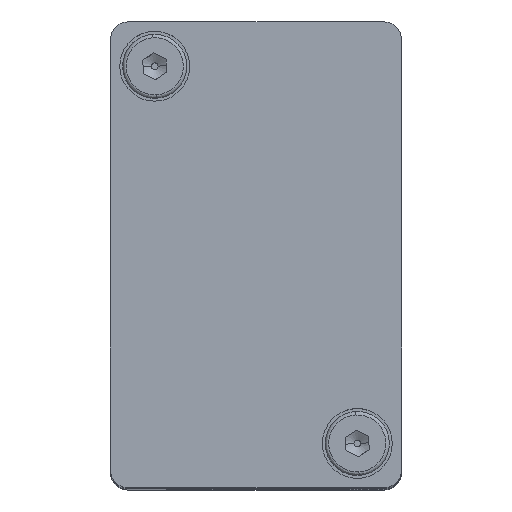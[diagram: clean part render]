
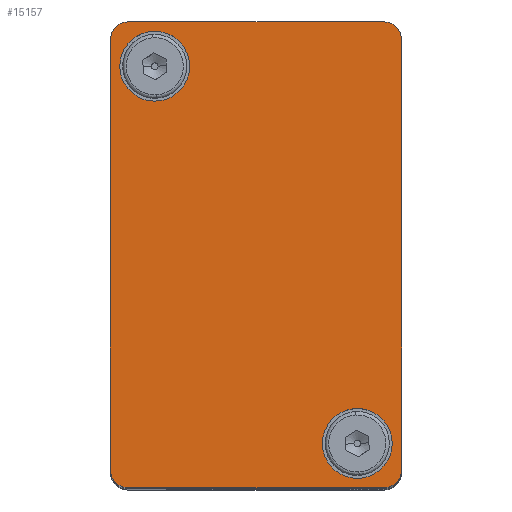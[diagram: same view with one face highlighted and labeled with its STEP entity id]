
A CAD part, top view. The second image highlights one B-rep face of the part: STEP entity #15157.
In plain terms, the highlighted face is planar.
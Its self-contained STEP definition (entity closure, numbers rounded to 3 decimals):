
#13495=CARTESIAN_POINT('',(7.2,24.25,15.2));
#13496=VERTEX_POINT('',#13495);
#13512=CARTESIAN_POINT('',(7.2,24.25,9.2));
#13513=VERTEX_POINT('',#13512);
#13520=CARTESIAN_POINT('',(7.2,24.25,12.2));
#13521=DIRECTION('',(0.0,-1.0,0.0));
#13522=DIRECTION('',(0.0,0.0,1.0));
#13523=AXIS2_PLACEMENT_3D('',#13520,#13521,#13522);
#13524=CIRCLE('',#13523,3.0);
#13525=EDGE_CURVE('',#13496,#13513,#13524,.T.);
#13537=CARTESIAN_POINT('',(-10.2,24.25,-17.2));
#13538=VERTEX_POINT('',#13537);
#13554=CARTESIAN_POINT('',(-10.2,24.25,-23.2));
#13555=VERTEX_POINT('',#13554);
#13562=CARTESIAN_POINT('',(-10.2,24.25,-20.2));
#13563=DIRECTION('',(0.0,-1.0,0.0));
#13564=DIRECTION('',(0.0,0.0,1.0));
#13565=AXIS2_PLACEMENT_3D('',#13562,#13563,#13564);
#13566=CIRCLE('',#13565,3.0);
#13567=EDGE_CURVE('',#13538,#13555,#13566,.T.);
#13579=CARTESIAN_POINT('',(-13.561,24.25,15.561));
#13580=VERTEX_POINT('',#13579);
#13596=CARTESIAN_POINT('',(-12.5,24.25,16.));
#13597=VERTEX_POINT('',#13596);
#13604=CARTESIAN_POINT('',(-12.5,24.25,14.5));
#13605=DIRECTION('',(0.0,-1.,0.0));
#13606=DIRECTION('',(-0.707,0.0,0.707));
#13607=AXIS2_PLACEMENT_3D('',#13604,#13605,#13606);
#13608=CIRCLE('',#13607,1.5);
#13609=EDGE_CURVE('',#13597,#13580,#13608,.T.);
#13621=CARTESIAN_POINT('',(-13.561,24.25,-23.561));
#13622=VERTEX_POINT('',#13621);
#13638=CARTESIAN_POINT('',(-14.0,24.25,-22.5));
#13639=VERTEX_POINT('',#13638);
#13646=CARTESIAN_POINT('',(-12.5,24.25,-22.5));
#13647=DIRECTION('',(0.0,-1.,0.0));
#13648=DIRECTION('',(-0.707,0.0,-0.707));
#13649=AXIS2_PLACEMENT_3D('',#13646,#13647,#13648);
#13650=CIRCLE('',#13649,1.5);
#13651=EDGE_CURVE('',#13639,#13622,#13650,.T.);
#13663=CARTESIAN_POINT('',(10.561,24.25,-23.561));
#13664=VERTEX_POINT('',#13663);
#13680=CARTESIAN_POINT('',(9.5,24.25,-24.0));
#13681=VERTEX_POINT('',#13680);
#13688=CARTESIAN_POINT('',(9.5,24.25,-22.5));
#13689=DIRECTION('',(0.0,-1.,0.0));
#13690=DIRECTION('',(0.707,0.0,-0.707));
#13691=AXIS2_PLACEMENT_3D('',#13688,#13689,#13690);
#13692=CIRCLE('',#13691,1.5);
#13693=EDGE_CURVE('',#13681,#13664,#13692,.T.);
#13705=CARTESIAN_POINT('',(10.561,24.25,15.561));
#13706=VERTEX_POINT('',#13705);
#13722=CARTESIAN_POINT('',(11.0,24.25,14.5));
#13723=VERTEX_POINT('',#13722);
#13730=CARTESIAN_POINT('',(9.5,24.25,14.5));
#13731=DIRECTION('',(0.0,-1.,0.0));
#13732=DIRECTION('',(0.707,0.0,0.707));
#13733=AXIS2_PLACEMENT_3D('',#13730,#13731,#13732);
#13734=CIRCLE('',#13733,1.5);
#13735=EDGE_CURVE('',#13723,#13706,#13734,.T.);
#15030=CARTESIAN_POINT('',(9.5,24.25,16.));
#15031=VERTEX_POINT('',#15030);
#15032=CARTESIAN_POINT('',(9.5,24.25,14.5));
#15033=DIRECTION('',(0.0,-1.,0.0));
#15034=DIRECTION('',(0.707,0.0,0.707));
#15035=AXIS2_PLACEMENT_3D('',#15032,#15033,#15034);
#15036=CIRCLE('',#15035,1.5);
#15037=EDGE_CURVE('',#13706,#15031,#15036,.T.);
#15063=CARTESIAN_POINT('',(9.5,24.25,16.));
#15064=DIRECTION('',(-1.0,0.0,0.0));
#15065=VECTOR('',#15064,22.0);
#15066=LINE('',#15063,#15065);
#15067=EDGE_CURVE('',#15031,#13597,#15066,.T.);
#15079=CARTESIAN_POINT('',(0.,24.25,0.));
#15080=DIRECTION('',(0.0,1.0,0.0));
#15081=DIRECTION('',(0.0,0.0,1.0));
#15082=AXIS2_PLACEMENT_3D('',#15079,#15080,#15081);
#15083=PLANE('',#15082);
#15084=ORIENTED_EDGE('',*,*,#13735,.F.);
#15085=CARTESIAN_POINT('',(11.0,24.25,-22.5));
#15086=VERTEX_POINT('',#15085);
#15087=CARTESIAN_POINT('',(11.0,24.25,-22.5));
#15088=DIRECTION('',(0.0,0.0,1.0));
#15089=VECTOR('',#15088,37.0);
#15090=LINE('',#15087,#15089);
#15091=EDGE_CURVE('',#15086,#13723,#15090,.T.);
#15092=ORIENTED_EDGE('',*,*,#15091,.F.);
#15093=CARTESIAN_POINT('',(9.5,24.25,-22.5));
#15094=DIRECTION('',(0.0,-1.,0.0));
#15095=DIRECTION('',(0.707,0.0,-0.707));
#15096=AXIS2_PLACEMENT_3D('',#15093,#15094,#15095);
#15097=CIRCLE('',#15096,1.5);
#15098=EDGE_CURVE('',#13664,#15086,#15097,.T.);
#15099=ORIENTED_EDGE('',*,*,#15098,.F.);
#15100=ORIENTED_EDGE('',*,*,#13693,.F.);
#15101=CARTESIAN_POINT('',(-12.5,24.25,-24.0));
#15102=VERTEX_POINT('',#15101);
#15103=CARTESIAN_POINT('',(-12.5,24.25,-24.0));
#15104=DIRECTION('',(1.0,0.0,0.0));
#15105=VECTOR('',#15104,22.0);
#15106=LINE('',#15103,#15105);
#15107=EDGE_CURVE('',#15102,#13681,#15106,.T.);
#15108=ORIENTED_EDGE('',*,*,#15107,.F.);
#15109=CARTESIAN_POINT('',(-12.5,24.25,-22.5));
#15110=DIRECTION('',(0.0,-1.,0.0));
#15111=DIRECTION('',(-0.707,0.0,-0.707));
#15112=AXIS2_PLACEMENT_3D('',#15109,#15110,#15111);
#15113=CIRCLE('',#15112,1.5);
#15114=EDGE_CURVE('',#13622,#15102,#15113,.T.);
#15115=ORIENTED_EDGE('',*,*,#15114,.F.);
#15116=ORIENTED_EDGE('',*,*,#13651,.F.);
#15117=CARTESIAN_POINT('',(-14.0,24.25,14.5));
#15118=VERTEX_POINT('',#15117);
#15119=CARTESIAN_POINT('',(-14.0,24.25,14.5));
#15120=DIRECTION('',(0.0,0.0,-1.0));
#15121=VECTOR('',#15120,37.0);
#15122=LINE('',#15119,#15121);
#15123=EDGE_CURVE('',#15118,#13639,#15122,.T.);
#15124=ORIENTED_EDGE('',*,*,#15123,.F.);
#15125=CARTESIAN_POINT('',(-12.5,24.25,14.5));
#15126=DIRECTION('',(0.0,-1.,0.0));
#15127=DIRECTION('',(-0.707,0.0,0.707));
#15128=AXIS2_PLACEMENT_3D('',#15125,#15126,#15127);
#15129=CIRCLE('',#15128,1.5);
#15130=EDGE_CURVE('',#13580,#15118,#15129,.T.);
#15131=ORIENTED_EDGE('',*,*,#15130,.F.);
#15132=ORIENTED_EDGE('',*,*,#13609,.F.);
#15133=ORIENTED_EDGE('',*,*,#15067,.F.);
#15134=ORIENTED_EDGE('',*,*,#15037,.F.);
#15135=EDGE_LOOP('',(#15084,#15092,#15099,#15100,#15108,#15115,#15116,#15124,#15131,#15132,#15133,#15134));
#15136=FACE_OUTER_BOUND('',#15135,.T.);
#15137=ORIENTED_EDGE('',*,*,#13567,.T.);
#15138=CARTESIAN_POINT('',(-10.2,24.25,-20.2));
#15139=DIRECTION('',(0.0,-1.0,0.0));
#15140=DIRECTION('',(0.0,0.0,1.0));
#15141=AXIS2_PLACEMENT_3D('',#15138,#15139,#15140);
#15142=CIRCLE('',#15141,3.0);
#15143=EDGE_CURVE('',#13555,#13538,#15142,.T.);
#15144=ORIENTED_EDGE('',*,*,#15143,.T.);
#15145=EDGE_LOOP('',(#15137,#15144));
#15146=FACE_BOUND('',#15145,.T.);
#15147=ORIENTED_EDGE('',*,*,#13525,.T.);
#15148=CARTESIAN_POINT('',(7.2,24.25,12.2));
#15149=DIRECTION('',(0.0,-1.0,0.0));
#15150=DIRECTION('',(0.0,0.0,1.0));
#15151=AXIS2_PLACEMENT_3D('',#15148,#15149,#15150);
#15152=CIRCLE('',#15151,3.0);
#15153=EDGE_CURVE('',#13513,#13496,#15152,.T.);
#15154=ORIENTED_EDGE('',*,*,#15153,.T.);
#15155=EDGE_LOOP('',(#15147,#15154));
#15156=FACE_BOUND('',#15155,.T.);
#15157=ADVANCED_FACE('',(#15136,#15146,#15156),#15083,.T.);
